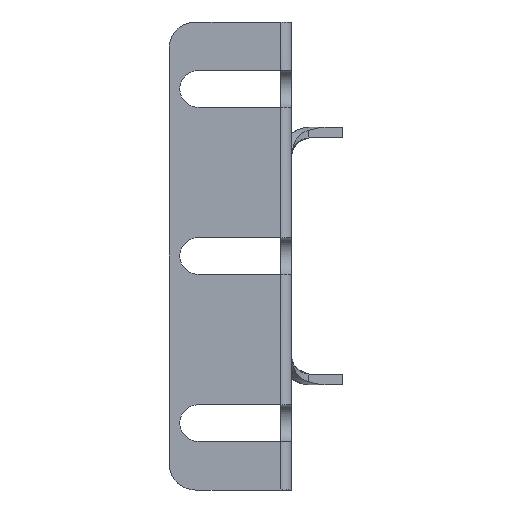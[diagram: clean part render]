
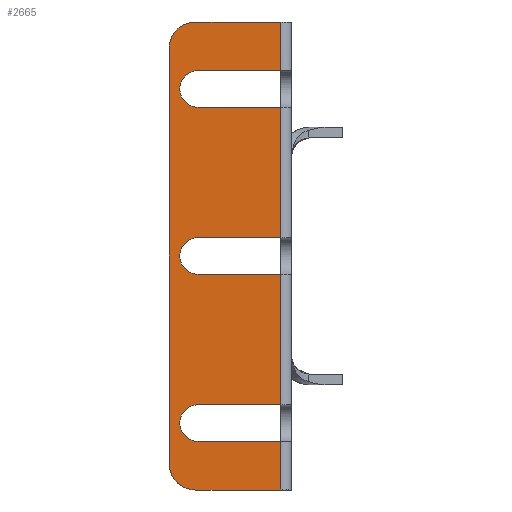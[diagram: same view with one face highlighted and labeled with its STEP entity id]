
A CAD part, left-side view. The second image highlights one B-rep face of the part: STEP entity #2665.
In plain terms, the highlighted free-form (B-spline) face has degree [1, 1] with [2, 2] control points.
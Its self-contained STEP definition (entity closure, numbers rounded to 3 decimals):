
#309=CARTESIAN_POINT('',(0.0,-4.35,-22.25));
#310=VERTEX_POINT('',#309);
#311=CARTESIAN_POINT('',(0.0,-4.35,-27.75));
#312=VERTEX_POINT('',#311);
#313=CARTESIAN_POINT('',(0.0,-4.35,-22.25));
#314=CARTESIAN_POINT('',(0.0,-1.6,-22.25));
#315=CARTESIAN_POINT('',(0.0,-1.6,-25.0));
#316=CARTESIAN_POINT('',(0.0,-1.6,-27.75));
#317=CARTESIAN_POINT('',(0.0,-4.35,-27.75));
#325=(BOUNDED_CURVE()B_SPLINE_CURVE(2,(#313,#314,#315,#316,#317),.UNSPECIFIED.,.F.,.U.)B_SPLINE_CURVE_WITH_KNOTS((3,2,3),(0.0,0.5,1.0),.UNSPECIFIED.)CURVE()GEOMETRIC_REPRESENTATION_ITEM()RATIONAL_B_SPLINE_CURVE((1.0,0.707,1.0,0.707,1.0))REPRESENTATION_ITEM(''));
#326=EDGE_CURVE('',#310,#312,#325,.T.);
#372=CARTESIAN_POINT('',(0.0,-16.7,-27.75));
#373=VERTEX_POINT('',#372);
#374=CARTESIAN_POINT('',(0.0,-16.7,-27.75));
#375=CARTESIAN_POINT('',(0.0,-4.35,-27.75));
#376=QUASI_UNIFORM_CURVE('',1,(#374,#375),.UNSPECIFIED.,.F.,.U.);
#377=EDGE_CURVE('',#373,#312,#376,.T.);
#400=CARTESIAN_POINT('',(0.0,-16.7,-22.25));
#401=VERTEX_POINT('',#400);
#417=CARTESIAN_POINT('',(0.0,-4.35,-22.25));
#418=CARTESIAN_POINT('',(0.0,-16.7,-22.25));
#419=QUASI_UNIFORM_CURVE('',1,(#417,#418),.UNSPECIFIED.,.F.,.U.);
#420=EDGE_CURVE('',#310,#401,#419,.T.);
#519=CARTESIAN_POINT('',(0.0,-4.35,2.75));
#520=VERTEX_POINT('',#519);
#521=CARTESIAN_POINT('',(0.0,-4.35,-2.75));
#522=VERTEX_POINT('',#521);
#523=CARTESIAN_POINT('',(0.0,-4.35,2.75));
#524=CARTESIAN_POINT('',(0.0,-1.6,2.75));
#525=CARTESIAN_POINT('',(0.0,-1.6,0.0));
#526=CARTESIAN_POINT('',(0.0,-1.6,-2.75));
#527=CARTESIAN_POINT('',(0.0,-4.35,-2.75));
#535=(BOUNDED_CURVE()B_SPLINE_CURVE(2,(#523,#524,#525,#526,#527),.UNSPECIFIED.,.F.,.U.)B_SPLINE_CURVE_WITH_KNOTS((3,2,3),(0.0,0.5,1.0),.UNSPECIFIED.)CURVE()GEOMETRIC_REPRESENTATION_ITEM()RATIONAL_B_SPLINE_CURVE((1.0,0.707,1.0,0.707,1.0))REPRESENTATION_ITEM(''));
#536=EDGE_CURVE('',#520,#522,#535,.T.);
#582=CARTESIAN_POINT('',(0.0,-16.7,-2.75));
#583=VERTEX_POINT('',#582);
#584=CARTESIAN_POINT('',(0.0,-16.7,-2.75));
#585=CARTESIAN_POINT('',(0.0,-4.35,-2.75));
#586=QUASI_UNIFORM_CURVE('',1,(#584,#585),.UNSPECIFIED.,.F.,.U.);
#587=EDGE_CURVE('',#583,#522,#586,.T.);
#610=CARTESIAN_POINT('',(0.0,-16.7,2.75));
#611=VERTEX_POINT('',#610);
#627=CARTESIAN_POINT('',(0.0,-4.35,2.75));
#628=CARTESIAN_POINT('',(0.0,-16.7,2.75));
#629=QUASI_UNIFORM_CURVE('',1,(#627,#628),.UNSPECIFIED.,.F.,.U.);
#630=EDGE_CURVE('',#520,#611,#629,.T.);
#729=CARTESIAN_POINT('',(0.0,-4.35,27.75));
#730=VERTEX_POINT('',#729);
#731=CARTESIAN_POINT('',(0.0,-4.35,22.25));
#732=VERTEX_POINT('',#731);
#733=CARTESIAN_POINT('',(0.0,-4.35,27.75));
#734=CARTESIAN_POINT('',(0.0,-1.6,27.75));
#735=CARTESIAN_POINT('',(0.0,-1.6,25.0));
#736=CARTESIAN_POINT('',(0.0,-1.6,22.25));
#737=CARTESIAN_POINT('',(0.0,-4.35,22.25));
#745=(BOUNDED_CURVE()B_SPLINE_CURVE(2,(#733,#734,#735,#736,#737),.UNSPECIFIED.,.F.,.U.)B_SPLINE_CURVE_WITH_KNOTS((3,2,3),(0.0,0.5,1.0),.UNSPECIFIED.)CURVE()GEOMETRIC_REPRESENTATION_ITEM()RATIONAL_B_SPLINE_CURVE((1.0,0.707,1.0,0.707,1.0))REPRESENTATION_ITEM(''));
#746=EDGE_CURVE('',#730,#732,#745,.T.);
#792=CARTESIAN_POINT('',(0.0,-16.7,22.25));
#793=VERTEX_POINT('',#792);
#794=CARTESIAN_POINT('',(0.0,-16.7,22.25));
#795=CARTESIAN_POINT('',(0.0,-4.35,22.25));
#796=QUASI_UNIFORM_CURVE('',1,(#794,#795),.UNSPECIFIED.,.F.,.U.);
#797=EDGE_CURVE('',#793,#732,#796,.T.);
#820=CARTESIAN_POINT('',(0.0,-16.7,27.75));
#821=VERTEX_POINT('',#820);
#837=CARTESIAN_POINT('',(0.0,-4.35,27.75));
#838=CARTESIAN_POINT('',(0.0,-16.7,27.75));
#839=QUASI_UNIFORM_CURVE('',1,(#837,#838),.UNSPECIFIED.,.F.,.U.);
#840=EDGE_CURVE('',#730,#821,#839,.T.);
#866=CARTESIAN_POINT('',(0.0,-4.0,35.0));
#867=VERTEX_POINT('',#866);
#868=CARTESIAN_POINT('',(0.0,0.0,31.0));
#869=VERTEX_POINT('',#868);
#870=CARTESIAN_POINT('',(0.0,-4.0,35.0));
#871=CARTESIAN_POINT('',(0.0,0.0,35.));
#872=CARTESIAN_POINT('',(0.0,0.0,31.0));
#880=(BOUNDED_CURVE()B_SPLINE_CURVE(2,(#870,#871,#872),.UNSPECIFIED.,.F.,.U.)CURVE()GEOMETRIC_REPRESENTATION_ITEM()QUASI_UNIFORM_CURVE()RATIONAL_B_SPLINE_CURVE((1.0,0.707,1.0))REPRESENTATION_ITEM(''));
#881=EDGE_CURVE('',#867,#869,#880,.T.);
#944=CARTESIAN_POINT('',(0.0,-4.0,-35.0));
#945=VERTEX_POINT('',#944);
#951=CARTESIAN_POINT('',(0.0,0.0,-31.0));
#952=VERTEX_POINT('',#951);
#953=CARTESIAN_POINT('',(0.0,0.0,-31.0));
#954=CARTESIAN_POINT('',(0.0,0.0,-35.));
#955=CARTESIAN_POINT('',(0.0,-4.0,-35.0));
#963=(BOUNDED_CURVE()B_SPLINE_CURVE(2,(#953,#954,#955),.UNSPECIFIED.,.F.,.U.)CURVE()GEOMETRIC_REPRESENTATION_ITEM()QUASI_UNIFORM_CURVE()RATIONAL_B_SPLINE_CURVE((1.0,0.707,1.0))REPRESENTATION_ITEM(''));
#964=EDGE_CURVE('',#952,#945,#963,.T.);
#985=CARTESIAN_POINT('',(0.0,0.0,-31.0));
#986=CARTESIAN_POINT('',(0.0,0.0,31.0));
#987=QUASI_UNIFORM_CURVE('',1,(#985,#986),.UNSPECIFIED.,.F.,.U.);
#988=EDGE_CURVE('',#952,#869,#987,.T.);
#1241=CARTESIAN_POINT('',(0.0,-16.7,35.0));
#1242=VERTEX_POINT('',#1241);
#1243=CARTESIAN_POINT('',(0.0,-4.0,35.0));
#1244=CARTESIAN_POINT('',(0.0,-16.7,35.0));
#1245=QUASI_UNIFORM_CURVE('',1,(#1243,#1244),.UNSPECIFIED.,.F.,.U.);
#1246=EDGE_CURVE('',#867,#1242,#1245,.T.);
#1282=CARTESIAN_POINT('',(0.0,-16.7,-35.0));
#1283=VERTEX_POINT('',#1282);
#1284=CARTESIAN_POINT('',(0.0,-4.0,-35.0));
#1285=CARTESIAN_POINT('',(0.0,-16.7,-35.0));
#1286=QUASI_UNIFORM_CURVE('',1,(#1284,#1285),.UNSPECIFIED.,.F.,.U.);
#1287=EDGE_CURVE('',#945,#1283,#1286,.T.);
#2528=CARTESIAN_POINT('',(0.0,-16.7,27.75));
#2529=CARTESIAN_POINT('',(0.0,-16.7,35.0));
#2530=QUASI_UNIFORM_CURVE('',1,(#2528,#2529),.UNSPECIFIED.,.F.,.U.);
#2531=EDGE_CURVE('',#821,#1242,#2530,.T.);
#2553=CARTESIAN_POINT('',(0.0,-16.7,2.75));
#2554=CARTESIAN_POINT('',(0.0,-16.7,22.25));
#2555=QUASI_UNIFORM_CURVE('',1,(#2553,#2554),.UNSPECIFIED.,.F.,.U.);
#2556=EDGE_CURVE('',#611,#793,#2555,.T.);
#2580=CARTESIAN_POINT('',(0.0,-16.7,-35.0));
#2581=CARTESIAN_POINT('',(0.0,-16.7,-27.75));
#2582=QUASI_UNIFORM_CURVE('',1,(#2580,#2581),.UNSPECIFIED.,.F.,.U.);
#2583=EDGE_CURVE('',#1283,#373,#2582,.T.);
#2603=CARTESIAN_POINT('',(0.0,-16.7,-22.25));
#2604=CARTESIAN_POINT('',(0.0,-16.7,-2.75));
#2605=QUASI_UNIFORM_CURVE('',1,(#2603,#2604),.UNSPECIFIED.,.F.,.U.);
#2606=EDGE_CURVE('',#401,#583,#2605,.T.);
#2640=CARTESIAN_POINT('',(0.0,-17.534,38.496));
#2641=CARTESIAN_POINT('',(0.0,-17.534,-38.497));
#2642=CARTESIAN_POINT('',(0.0,0.834,38.496));
#2643=CARTESIAN_POINT('',(0.0,0.834,-38.497));
#2644=B_SPLINE_SURFACE_WITH_KNOTS('',1,1,((#2640,#2642),(#2641,#2643)),.UNSPECIFIED.,.F.,.F.,.U.,(2,2),(2,2),(0.0,76.993),(0.0,18.368),.UNSPECIFIED.);
#2645=ORIENTED_EDGE('',*,*,#420,.T.);
#2646=ORIENTED_EDGE('',*,*,#2606,.T.);
#2647=ORIENTED_EDGE('',*,*,#587,.T.);
#2648=ORIENTED_EDGE('',*,*,#536,.F.);
#2649=ORIENTED_EDGE('',*,*,#630,.T.);
#2650=ORIENTED_EDGE('',*,*,#2556,.T.);
#2651=ORIENTED_EDGE('',*,*,#797,.T.);
#2652=ORIENTED_EDGE('',*,*,#746,.F.);
#2653=ORIENTED_EDGE('',*,*,#840,.T.);
#2654=ORIENTED_EDGE('',*,*,#2531,.T.);
#2655=ORIENTED_EDGE('',*,*,#1246,.F.);
#2656=ORIENTED_EDGE('',*,*,#881,.T.);
#2657=ORIENTED_EDGE('',*,*,#988,.F.);
#2658=ORIENTED_EDGE('',*,*,#964,.T.);
#2659=ORIENTED_EDGE('',*,*,#1287,.T.);
#2660=ORIENTED_EDGE('',*,*,#2583,.T.);
#2661=ORIENTED_EDGE('',*,*,#377,.T.);
#2662=ORIENTED_EDGE('',*,*,#326,.F.);
#2663=EDGE_LOOP('',(#2645,#2646,#2647,#2648,#2649,#2650,#2651,#2652,#2653,#2654,#2655,#2656,#2657,#2658,#2659,#2660,#2661,#2662));
#2664=FACE_OUTER_BOUND('',#2663,.T.);
#2665=ADVANCED_FACE('',(#2664),#2644,.F.);
